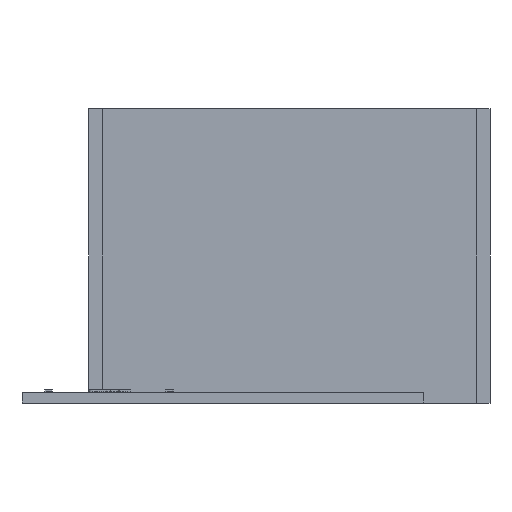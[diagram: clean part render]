
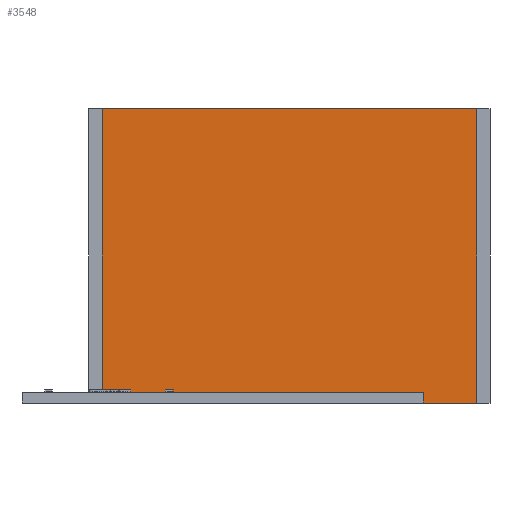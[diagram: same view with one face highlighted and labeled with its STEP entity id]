
A CAD part, front view. The second image highlights one B-rep face of the part: STEP entity #3548.
In plain terms, the highlighted planar face has unit normal (0, -1, 0).
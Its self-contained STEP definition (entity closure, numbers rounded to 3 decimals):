
#468=FACE_OUTER_BOUND('',#686,.T.);
#686=EDGE_LOOP('',(#3227,#3228,#3229,#3230));
#1028=LINE('',#6551,#1378);
#1029=LINE('',#6554,#1379);
#1030=LINE('',#6556,#1380);
#1031=LINE('',#6557,#1381);
#1378=VECTOR('',#4274,10.);
#1379=VECTOR('',#4277,10.);
#1380=VECTOR('',#4278,10.);
#1381=VECTOR('',#4279,10.);
#1723=VERTEX_POINT('',#6547);
#1724=VERTEX_POINT('',#6549);
#1725=VERTEX_POINT('',#6553);
#1726=VERTEX_POINT('',#6555);
#2228=EDGE_CURVE('',#1723,#1724,#1028,.T.);
#2229=EDGE_CURVE('',#1723,#1725,#1029,.T.);
#2230=EDGE_CURVE('',#1726,#1724,#1030,.T.);
#2231=EDGE_CURVE('',#1725,#1726,#1031,.T.);
#3227=ORIENTED_EDGE('',*,*,#2229,.F.);
#3228=ORIENTED_EDGE('',*,*,#2228,.T.);
#3229=ORIENTED_EDGE('',*,*,#2230,.F.);
#3230=ORIENTED_EDGE('',*,*,#2231,.F.);
#3362=PLANE('',#3690);
#3548=ADVANCED_FACE('',(#468),#3362,.T.);
#3690=AXIS2_PLACEMENT_3D('',#6552,#4275,#4276);
#4274=DIRECTION('',(0.,0.,1.));
#4275=DIRECTION('center_axis',(0.,-1.,0.));
#4276=DIRECTION('ref_axis',(1.,0.,0.));
#4277=DIRECTION('',(-1.,0.,0.));
#4278=DIRECTION('',(1.,0.,0.));
#4279=DIRECTION('',(0.,0.,1.));
#6547=CARTESIAN_POINT('',(170.,165.,0.));
#6549=CARTESIAN_POINT('',(170.,165.,110.));
#6551=CARTESIAN_POINT('',(170.,165.,0.));
#6552=CARTESIAN_POINT('Origin',(30.,165.,0.));
#6553=CARTESIAN_POINT('',(30.,165.,0.));
#6554=CARTESIAN_POINT('',(170.,165.,0.));
#6555=CARTESIAN_POINT('',(30.,165.,110.));
#6556=CARTESIAN_POINT('',(170.,165.,110.));
#6557=CARTESIAN_POINT('',(30.,165.,0.));
